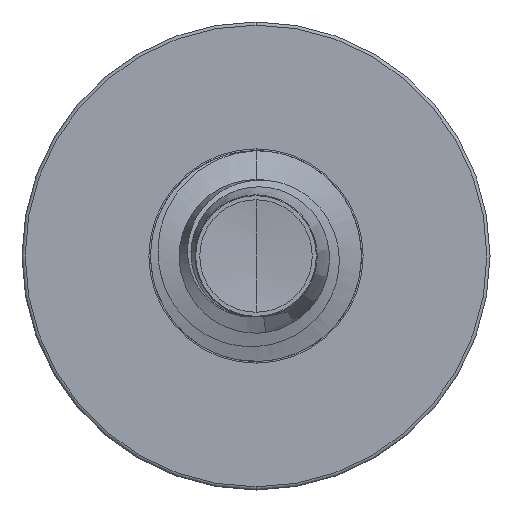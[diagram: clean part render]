
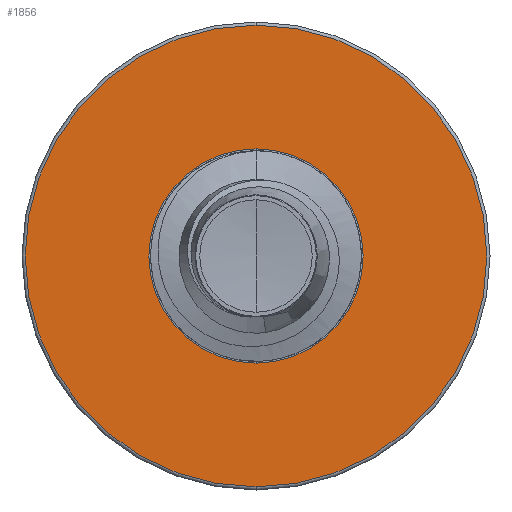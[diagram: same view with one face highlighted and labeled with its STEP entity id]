
A CAD part, front view. The second image highlights one B-rep face of the part: STEP entity #1856.
In plain terms, the highlighted planar face has unit normal (0, -1, 0).
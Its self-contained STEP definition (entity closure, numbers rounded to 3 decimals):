
#23 = ORIENTED_EDGE ( 'NONE', *, *, #3665, .F. ) ;
#101 = DIRECTION ( 'NONE',  ( 0., 1., 0. ) ) ;
#665 = EDGE_LOOP ( 'NONE', ( #4033, #23 ) ) ;
#945 = CIRCLE ( 'NONE', #5238, 0.916 ) ;
#1054 = DIRECTION ( 'NONE',  ( 0., 0., 1. ) ) ;
#1526 = DIRECTION ( 'NONE',  ( 0., 1., 0. ) ) ;
#1856 = ADVANCED_FACE ( 'NONE', ( #9755, #3686 ), #3149, .F. ) ;
#2168 = CARTESIAN_POINT ( 'NONE',  ( 0., 3.5, 1.973 ) ) ;
#3149 = PLANE ( 'NONE',  #3824 ) ;
#3628 = CARTESIAN_POINT ( 'NONE',  ( 0., 3.5, 0.916 ) ) ;
#3665 = EDGE_CURVE ( 'NONE', #4776, #6531, #9000, .T. ) ;
#3686 = FACE_BOUND ( 'NONE', #6022, .T. ) ;
#3809 = CARTESIAN_POINT ( 'NONE',  ( 0., 3.5, 0. ) ) ;
#3824 = AXIS2_PLACEMENT_3D ( 'NONE', #6326, #5758, #1054 ) ;
#3947 = EDGE_CURVE ( 'NONE', #6531, #4776, #8716, .T. ) ;
#4033 = ORIENTED_EDGE ( 'NONE', *, *, #3947, .F. ) ;
#4482 = CIRCLE ( 'NONE', #4596, 0.916 ) ;
#4596 = AXIS2_PLACEMENT_3D ( 'NONE', #4972, #101, #5833 ) ;
#4627 = DIRECTION ( 'NONE',  ( 0., 0., 1. ) ) ;
#4776 = VERTEX_POINT ( 'NONE', #4852 ) ;
#4825 = DIRECTION ( 'NONE',  ( 0., 1., 0. ) ) ;
#4852 = CARTESIAN_POINT ( 'NONE',  ( 0., 3.5, -1.973 ) ) ;
#4972 = CARTESIAN_POINT ( 'NONE',  ( 0., 3.5, 0. ) ) ;
#5109 = VERTEX_POINT ( 'NONE', #9667 ) ;
#5238 = AXIS2_PLACEMENT_3D ( 'NONE', #3809, #9344, #4627 ) ;
#5329 = VERTEX_POINT ( 'NONE', #3628 ) ;
#5746 = ORIENTED_EDGE ( 'NONE', *, *, #8126, .T. ) ;
#5758 = DIRECTION ( 'NONE',  ( 0., 1., 0. ) ) ;
#5833 = DIRECTION ( 'NONE',  ( 0., 0., 1. ) ) ;
#6022 = EDGE_LOOP ( 'NONE', ( #6151, #5746 ) ) ;
#6151 = ORIENTED_EDGE ( 'NONE', *, *, #7686, .T. ) ;
#6326 = CARTESIAN_POINT ( 'NONE',  ( 0., 3.5, -0.916 ) ) ;
#6458 = CARTESIAN_POINT ( 'NONE',  ( 0., 3.5, 0. ) ) ;
#6531 = VERTEX_POINT ( 'NONE', #2168 ) ;
#7237 = DIRECTION ( 'NONE',  ( 0., 0., 1. ) ) ;
#7686 = EDGE_CURVE ( 'NONE', #5329, #5109, #945, .T. ) ;
#8126 = EDGE_CURVE ( 'NONE', #5109, #5329, #4482, .T. ) ;
#8716 = CIRCLE ( 'NONE', #9296, 1.973 ) ;
#9000 = CIRCLE ( 'NONE', #9348, 1.973 ) ;
#9296 = AXIS2_PLACEMENT_3D ( 'NONE', #9509, #4825, #10201 ) ;
#9344 = DIRECTION ( 'NONE',  ( 0., 1., 0. ) ) ;
#9348 = AXIS2_PLACEMENT_3D ( 'NONE', #6458, #1526, #7237 ) ;
#9509 = CARTESIAN_POINT ( 'NONE',  ( 0., 3.5, 0. ) ) ;
#9667 = CARTESIAN_POINT ( 'NONE',  ( 0., 3.5, -0.916 ) ) ;
#9755 = FACE_OUTER_BOUND ( 'NONE', #665, .T. ) ;
#10201 = DIRECTION ( 'NONE',  ( 0., 0., 1. ) ) ;
